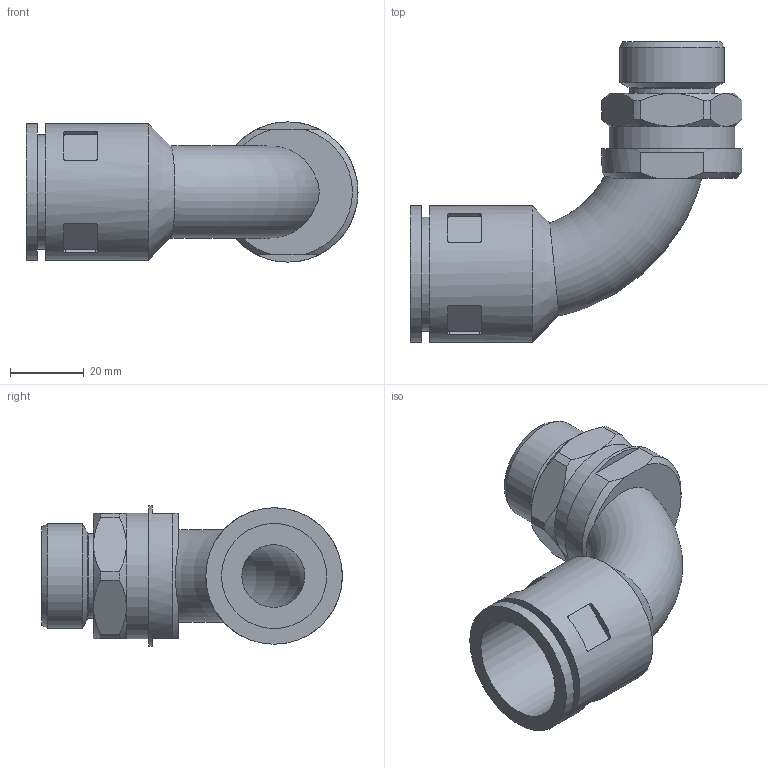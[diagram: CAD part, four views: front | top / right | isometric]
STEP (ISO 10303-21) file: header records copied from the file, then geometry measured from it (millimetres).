
FILE_DESCRIPTION( ( 'STEP AP203' ), '1' );
FILE_NAME( 'FLEXA RQBK90DR-P 5521.028.221.stp', '2020-03-24T10:24:12', ( 'License CC BY-ND 4.0' ), ( 'CADENAS' ), ' ', 'PARTsolutions', ' ' );
FILE_SCHEMA( ( 'CONFIG_CONTROL_DESIGN' ) );
Length unit declared in the file: millimetre
Products named in the file (1): _FLEXA RQBK90DR-P 5521.028.221
Bounding box: 90 x 81.5 x 38 mm (x, y, z)
Volume: 46474.7 mm3; surface area: 22792.9 mm2
Topology: 1 solids, 1 shells, 99 faces, 237 edges, 151 vertices
Faces by surface type: plane 42, cylinder 33, cone 18, torus 6
Full cylindrical faces by diameter (mm): 17 x1, 21 x1, 23 x1, 28.3 x1, 28.5 x1, 30.95 x1, 34 x1, 37 x2, 38 x1
Entity records: 3395 total; most frequent: CARTESIAN_POINT 1196, DIRECTION 438, ORIENTED_EDGE 424, EDGE_CURVE 212, AXIS2_PLACEMENT_3D 181, VERTEX_POINT 146, EDGE_LOOP 132, FACE_OUTER_BOUND 115
